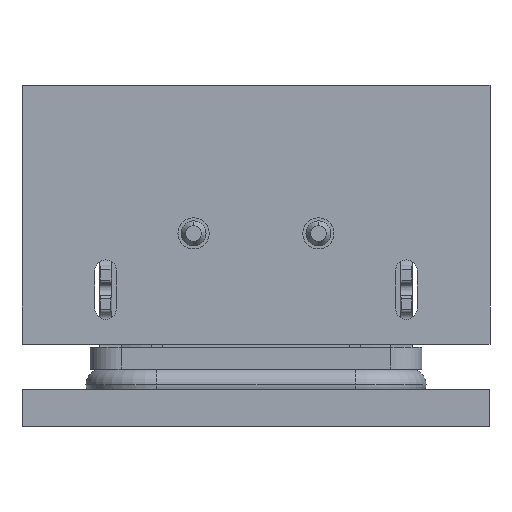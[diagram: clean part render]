
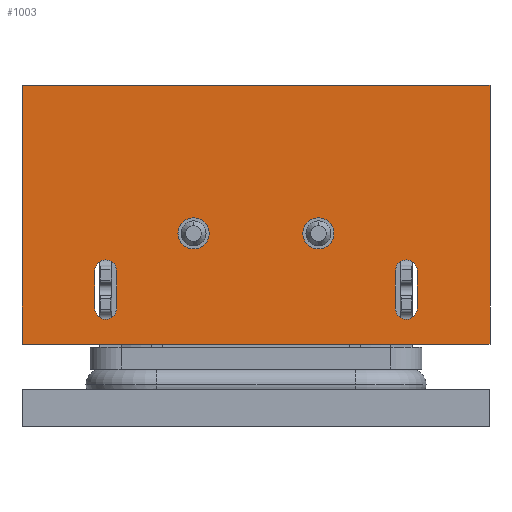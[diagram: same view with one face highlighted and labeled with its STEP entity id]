
A CAD part, front view. The second image highlights one B-rep face of the part: STEP entity #1003.
In plain terms, the highlighted planar face has unit normal (0, -1, 0).
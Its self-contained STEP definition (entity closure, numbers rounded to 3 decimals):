
#661=FACE_BOUND('',#3075,.T.);
#662=FACE_BOUND('',#3076,.T.);
#663=FACE_BOUND('',#3077,.T.);
#664=FACE_BOUND('',#3078,.T.);
#665=FACE_BOUND('',#3079,.T.);
#726=CIRCLE('',#14438,0.35);
#727=CIRCLE('',#14439,0.35);
#728=CIRCLE('',#14440,0.5);
#729=CIRCLE('',#14441,0.5);
#730=CIRCLE('',#14442,0.35);
#731=CIRCLE('',#14443,0.35);
#1003=ADVANCED_FACE('',(#661,#662,#663,#664,#665),#1742,.T.);
#1742=PLANE('',#14444);
#3075=EDGE_LOOP('',(#4060,#4061,#4062,#4063));
#3076=EDGE_LOOP('',(#4064,#4065,#4066,#4067));
#3077=EDGE_LOOP('',(#4068));
#3078=EDGE_LOOP('',(#4069));
#3079=EDGE_LOOP('',(#4070,#4071,#4072,#4073));
#4060=ORIENTED_EDGE('',*,*,#9414,.F.);
#4061=ORIENTED_EDGE('',*,*,#9415,.F.);
#4062=ORIENTED_EDGE('',*,*,#9416,.F.);
#4063=ORIENTED_EDGE('',*,*,#9417,.F.);
#4064=ORIENTED_EDGE('',*,*,#9418,.T.);
#4065=ORIENTED_EDGE('',*,*,#9419,.T.);
#4066=ORIENTED_EDGE('',*,*,#9420,.T.);
#4067=ORIENTED_EDGE('',*,*,#9421,.T.);
#4068=ORIENTED_EDGE('',*,*,#9422,.T.);
#4069=ORIENTED_EDGE('',*,*,#9423,.T.);
#4070=ORIENTED_EDGE('',*,*,#9424,.T.);
#4071=ORIENTED_EDGE('',*,*,#9425,.T.);
#4072=ORIENTED_EDGE('',*,*,#9426,.T.);
#4073=ORIENTED_EDGE('',*,*,#9427,.T.);
#8042=VERTEX_POINT('',#19362);
#8043=VERTEX_POINT('',#19363);
#8044=VERTEX_POINT('',#19365);
#8045=VERTEX_POINT('',#19367);
#8046=VERTEX_POINT('',#19370);
#8047=VERTEX_POINT('',#19371);
#8048=VERTEX_POINT('',#19373);
#8049=VERTEX_POINT('',#19375);
#8050=VERTEX_POINT('',#19378);
#8051=VERTEX_POINT('',#19380);
#8052=VERTEX_POINT('',#19382);
#8053=VERTEX_POINT('',#19383);
#8054=VERTEX_POINT('',#19385);
#8055=VERTEX_POINT('',#19387);
#9414=EDGE_CURVE('',#8042,#8043,#726,.T.);
#9415=EDGE_CURVE('',#8044,#8042,#11439,.T.);
#9416=EDGE_CURVE('',#8045,#8044,#727,.T.);
#9417=EDGE_CURVE('',#8043,#8045,#11440,.T.);
#9418=EDGE_CURVE('',#8046,#8047,#11441,.T.);
#9419=EDGE_CURVE('',#8047,#8048,#11442,.T.);
#9420=EDGE_CURVE('',#8048,#8049,#11443,.T.);
#9421=EDGE_CURVE('',#8049,#8046,#11444,.T.);
#9422=EDGE_CURVE('',#8050,#8050,#728,.T.);
#9423=EDGE_CURVE('',#8051,#8051,#729,.T.);
#9424=EDGE_CURVE('',#8052,#8053,#11445,.T.);
#9425=EDGE_CURVE('',#8053,#8054,#730,.T.);
#9426=EDGE_CURVE('',#8054,#8055,#11446,.T.);
#9427=EDGE_CURVE('',#8055,#8052,#731,.T.);
#11439=LINE('',#19364,#12966);
#11440=LINE('',#19368,#12967);
#11441=LINE('',#19369,#12968);
#11442=LINE('',#19372,#12969);
#11443=LINE('',#19374,#12970);
#11444=LINE('',#19376,#12971);
#11445=LINE('',#19381,#12972);
#11446=LINE('',#19386,#12973);
#12966=VECTOR('',#15687,1.);
#12967=VECTOR('',#15690,1.);
#12968=VECTOR('',#15691,1.);
#12969=VECTOR('',#15692,1.);
#12970=VECTOR('',#15693,1.);
#12971=VECTOR('',#15694,1.);
#12972=VECTOR('',#15699,1.);
#12973=VECTOR('',#15702,1.);
#14438=AXIS2_PLACEMENT_3D('',#19361,#15685,#15686);
#14439=AXIS2_PLACEMENT_3D('',#19366,#15688,#15689);
#14440=AXIS2_PLACEMENT_3D('',#19377,#15695,#15696);
#14441=AXIS2_PLACEMENT_3D('',#19379,#15697,#15698);
#14442=AXIS2_PLACEMENT_3D('',#19384,#15700,#15701);
#14443=AXIS2_PLACEMENT_3D('',#19388,#15703,#15704);
#14444=AXIS2_PLACEMENT_3D('',#19389,#15705,#15706);
#15685=DIRECTION('',(0.,-1.,0.));
#15686=DIRECTION('',(0.,0.,-1.));
#15687=DIRECTION('',(0.,0.,1.));
#15688=DIRECTION('',(0.,-1.,0.));
#15689=DIRECTION('',(0.,0.,-1.));
#15690=DIRECTION('',(0.,0.,-1.));
#15691=DIRECTION('',(1.,0.,0.));
#15692=DIRECTION('',(0.,0.,1.));
#15693=DIRECTION('',(-1.,0.,0.));
#15694=DIRECTION('',(0.,0.,-1.));
#15695=DIRECTION('',(0.,1.,0.));
#15696=DIRECTION('',(0.,0.,1.));
#15697=DIRECTION('',(0.,1.,0.));
#15698=DIRECTION('',(0.,0.,1.));
#15699=DIRECTION('',(0.,0.,-1.));
#15700=DIRECTION('',(0.,1.,0.));
#15701=DIRECTION('',(0.,0.,-1.));
#15702=DIRECTION('',(0.,0.,1.));
#15703=DIRECTION('',(0.,1.,0.));
#15704=DIRECTION('',(0.,0.,-1.));
#15705=DIRECTION('',(0.,-1.,0.));
#15706=DIRECTION('',(0.,0.,-1.));
#19361=CARTESIAN_POINT('',(83.817,-2.44,103.742));
#19362=CARTESIAN_POINT('',(84.167,-2.44,103.742));
#19363=CARTESIAN_POINT('',(83.467,-2.44,103.742));
#19364=CARTESIAN_POINT('',(84.167,-2.44,142.859));
#19365=CARTESIAN_POINT('',(84.167,-2.44,102.542));
#19366=CARTESIAN_POINT('',(83.817,-2.44,102.542));
#19367=CARTESIAN_POINT('',(83.467,-2.44,102.542));
#19368=CARTESIAN_POINT('',(83.467,-2.44,142.859));
#19369=CARTESIAN_POINT('',(71.5,-2.44,101.392));
#19370=CARTESIAN_POINT('',(71.5,-2.44,101.392));
#19371=CARTESIAN_POINT('',(86.5,-2.44,101.392));
#19372=CARTESIAN_POINT('',(86.5,-2.44,101.692));
#19373=CARTESIAN_POINT('',(86.5,-2.44,109.692));
#19374=CARTESIAN_POINT('',(86.5,-2.44,109.692));
#19375=CARTESIAN_POINT('',(71.5,-2.44,109.692));
#19376=CARTESIAN_POINT('',(71.5,-2.44,109.692));
#19377=CARTESIAN_POINT('',(77.,-2.44,104.942));
#19378=CARTESIAN_POINT('',(77.,-2.44,105.442));
#19379=CARTESIAN_POINT('',(81.,-2.44,104.942));
#19380=CARTESIAN_POINT('',(81.,-2.44,105.442));
#19381=CARTESIAN_POINT('',(74.532,-2.44,102.542));
#19382=CARTESIAN_POINT('',(74.532,-2.44,103.742));
#19383=CARTESIAN_POINT('',(74.532,-2.44,102.542));
#19384=CARTESIAN_POINT('',(74.182,-2.44,102.542));
#19385=CARTESIAN_POINT('',(73.832,-2.44,102.542));
#19386=CARTESIAN_POINT('',(73.832,-2.44,103.742));
#19387=CARTESIAN_POINT('',(73.832,-2.44,103.742));
#19388=CARTESIAN_POINT('',(74.182,-2.44,103.742));
#19389=CARTESIAN_POINT('',(98.507,-2.44,143.359));
